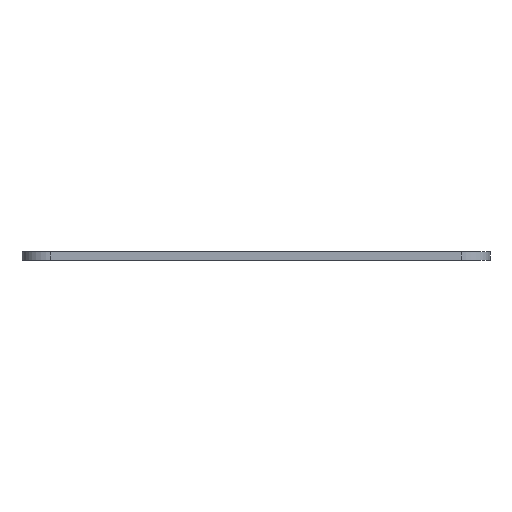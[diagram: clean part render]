
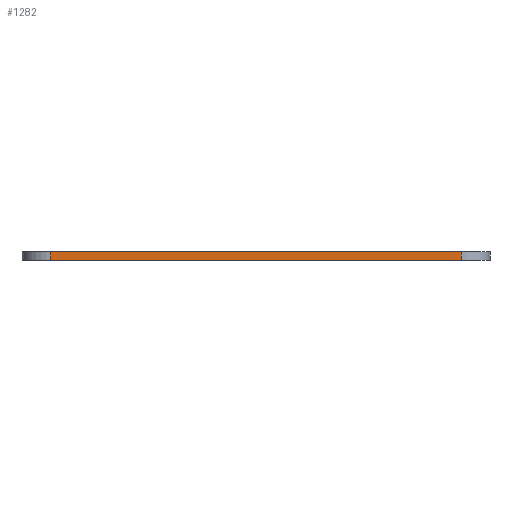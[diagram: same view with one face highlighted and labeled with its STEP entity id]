
A CAD part, left-side view. The second image highlights one B-rep face of the part: STEP entity #1282.
In plain terms, the highlighted planar face has unit normal (-1, 0, 0).
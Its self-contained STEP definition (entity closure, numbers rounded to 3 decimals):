
#37=PLANE('',#1397);
#74=FACE_OUTER_BOUND('',#150,.T.);
#150=EDGE_LOOP('',(#941,#942,#943,#944));
#225=LINE('',#1897,#353);
#259=LINE('',#2026,#387);
#260=LINE('',#2029,#388);
#261=LINE('',#2030,#389);
#353=VECTOR('',#1505,10.);
#387=VECTOR('',#1607,10.);
#388=VECTOR('',#1610,10.);
#389=VECTOR('',#1611,10.);
#548=VERTEX_POINT('',#1894);
#549=VERTEX_POINT('',#1896);
#609=VERTEX_POINT('',#2022);
#611=VERTEX_POINT('',#2028);
#677=EDGE_CURVE('',#548,#549,#225,.T.);
#742=EDGE_CURVE('',#549,#609,#259,.T.);
#743=EDGE_CURVE('',#611,#548,#260,.T.);
#744=EDGE_CURVE('',#609,#611,#261,.T.);
#941=ORIENTED_EDGE('',*,*,#742,.F.);
#942=ORIENTED_EDGE('',*,*,#677,.F.);
#943=ORIENTED_EDGE('',*,*,#743,.F.);
#944=ORIENTED_EDGE('',*,*,#744,.F.);
#1282=ADVANCED_FACE('',(#74),#37,.T.);
#1397=AXIS2_PLACEMENT_3D('',#2027,#1608,#1609);
#1505=DIRECTION('',(0.,1.,0.));
#1607=DIRECTION('',(0.,0.,1.));
#1608=DIRECTION('center_axis',(-1.,0.,0.));
#1609=DIRECTION('ref_axis',(0.,-1.,0.));
#1610=DIRECTION('',(0.,0.,-1.));
#1611=DIRECTION('',(0.,-1.,0.));
#1894=CARTESIAN_POINT('',(-11.052,-45.084,0.));
#1896=CARTESIAN_POINT('',(-11.052,26.916,0.));
#1897=CARTESIAN_POINT('',(-11.052,-50.084,0.));
#2022=CARTESIAN_POINT('',(-11.052,26.916,1.5));
#2026=CARTESIAN_POINT('',(-11.052,26.916,0.));
#2027=CARTESIAN_POINT('Origin',(-11.052,31.916,0.));
#2028=CARTESIAN_POINT('',(-11.052,-45.084,1.5));
#2029=CARTESIAN_POINT('',(-11.052,-45.084,0.));
#2030=CARTESIAN_POINT('',(-11.052,-50.084,1.5));
